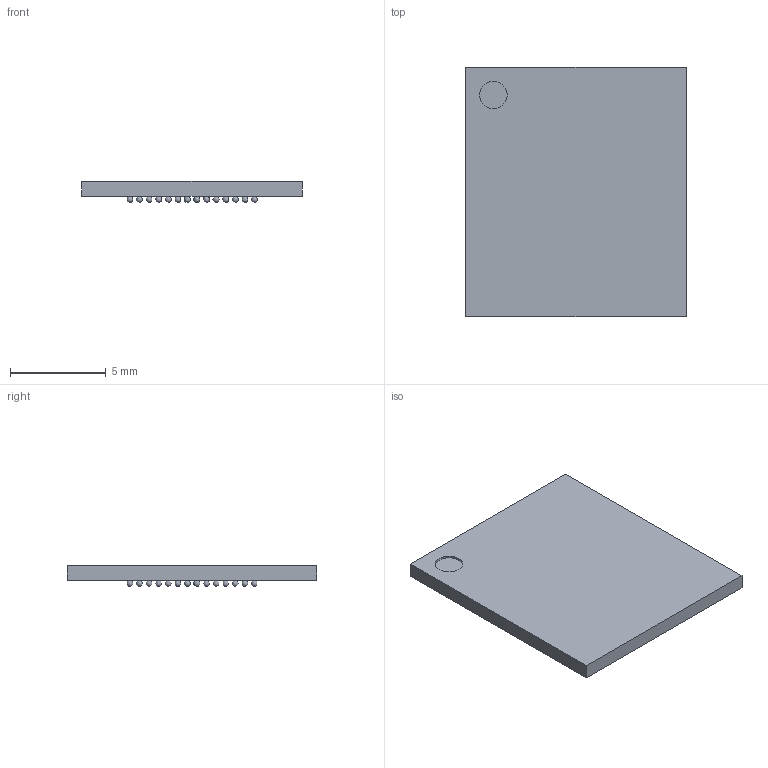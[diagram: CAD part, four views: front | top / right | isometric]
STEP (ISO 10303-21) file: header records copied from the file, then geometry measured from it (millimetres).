
FILE_DESCRIPTION(('FreeCAD Model'),'2;1');
FILE_NAME('1029638.1.1.stp','2022-11-28T08:59:21',( 'Author'),(''),'Open CASCADE STEP processor 6.9','FreeCAD','Unknown' );
FILE_SCHEMA(('AUTOMOTIVE_DESIGN { 1 0 10303 214 1 1 1 1 }'));
Length unit declared in the file: millimetre
Products named in the file (155): ASSEMBLY; A1; A2; A3; A4; A5; A6; A7; A8; A9; A10; A11; A12; A13; A14; B1; B2; B3; B4; B5; B6; B7; B8; B9; B10; B11; B12; B13; B14; C1; C2; C3; C4; C5; C6; C7; C8; C9; C10; C11 ...
Assembly tree (154 placements, depth 2):
  ASSEMBLY
    A1
    A2
    A3
    A4
    A5
    A6
    A7
    A8
    A9
    A10
    A11
    A12
    A13
    A14
    B1
    B2
    B3
    B4
    B5
    B6
    B7
    B8
    B9
    B10
    B11
    B12
    B13
    B14
    C1
    C2
    C3
    C4
    C5
    C6
    C7
    C8
    C9
    C10
    C11
    C12
    C13
    C14
    D1
    D2
    D3
    D4
    D12
    D13
    D14
    E1
    E2
    E3
    E5
    E6
    E7
    E8
    E9
    E10
    E12
Bounding box: 11.5 x 13 x 1.1 mm (x, y, z)
Volume: 119.2 mm3; surface area: 386.7 mm2
Topology: 154 solids, 154 shells, 161 faces, 474 edges, 316 vertices
Faces by surface type: sphere 153, plane 7, cylinder 1
Full cylindrical faces by diameter (mm): 1.438 x1
Entity records: 6556 total; most frequent: DIRECTION 679, CARTESIAN_POINT 524, AXIS2_PLACEMENT_3D 318, PRODUCT_DEFINITION_SHAPE 309, VERTEX_POINT 163, FACE_BOUND 162, ADVANCED_FACE 161, SHAPE_DEFINITION_REPRESENTATION 155
